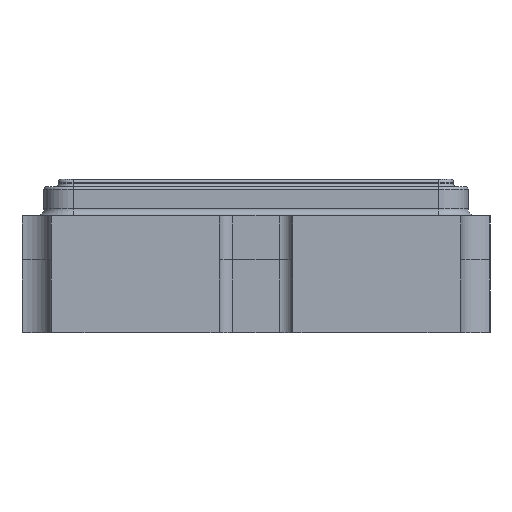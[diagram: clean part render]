
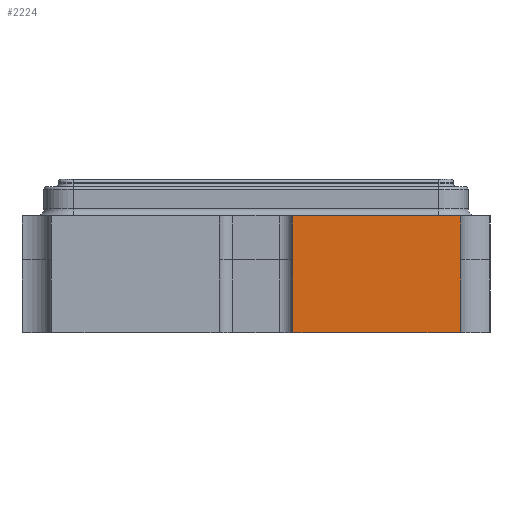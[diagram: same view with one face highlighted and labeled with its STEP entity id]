
A CAD part, front view. The second image highlights one B-rep face of the part: STEP entity #2224.
In plain terms, the highlighted planar face has unit normal (0, -1, 0).
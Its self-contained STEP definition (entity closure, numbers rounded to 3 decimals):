
#219 = LINE ( 'NONE', #5010, #23093 ) ;
#447 = VECTOR ( 'NONE', #4086, 1000. ) ;
#643 = CARTESIAN_POINT ( 'NONE',  ( 1.4, -1.25, -0.3 ) ) ;
#710 = CARTESIAN_POINT ( 'NONE',  ( 0.35, -1.25, -0.799 ) ) ;
#764 = ORIENTED_EDGE ( 'NONE', *, *, #14445, .T. ) ;
#928 = ORIENTED_EDGE ( 'NONE', *, *, #5910, .T. ) ;
#1568 = CARTESIAN_POINT ( 'NONE',  ( 0.35, -1.25, -0.799 ) ) ;
#1618 = CARTESIAN_POINT ( 'NONE',  ( -1.6, -1.25, -0.8 ) ) ;
#1903 = CARTESIAN_POINT ( 'NONE',  ( -1.6, -1.25, -0.8 ) ) ;
#2224 = ADVANCED_FACE ( 'NONE', ( #12868 ), #20251, .T. ) ;
#2615 = EDGE_CURVE ( 'NONE', #3099, #10230, #14794, .T. ) ;
#2695 = CARTESIAN_POINT ( 'NONE',  ( 1.4, -1.25, 0. ) ) ;
#2940 = LINE ( 'NONE', #6847, #6209 ) ;
#3099 = VERTEX_POINT ( 'NONE', #22683 ) ;
#3329 = EDGE_CURVE ( 'NONE', #3754, #21075, #12012, .T. ) ;
#3588 = LINE ( 'NONE', #1903, #18812 ) ;
#3616 = DIRECTION ( 'NONE',  ( 0., 0., -1. ) ) ;
#3754 = VERTEX_POINT ( 'NONE', #710 ) ;
#3935 = DIRECTION ( 'NONE',  ( 0., 0., -1. ) ) ;
#4017 = CARTESIAN_POINT ( 'NONE',  ( -1.6, -1.25, 0. ) ) ;
#4086 = DIRECTION ( 'NONE',  ( -1., 0., 0. ) ) ;
#4305 = EDGE_CURVE ( 'NONE', #3754, #6137, #16222, .T. ) ;
#4334 = CARTESIAN_POINT ( 'NONE',  ( 1.3, -1.25, -0.799 ) ) ;
#4764 = CARTESIAN_POINT ( 'NONE',  ( 0.251, -1.25, -0.3 ) ) ;
#5010 = CARTESIAN_POINT ( 'NONE',  ( 1.4, -1.25, 0.25 ) ) ;
#5068 = ORIENTED_EDGE ( 'NONE', *, *, #4305, .T. ) ;
#5453 = VECTOR ( 'NONE', #3935, 1000. ) ;
#5910 = EDGE_CURVE ( 'NONE', #3099, #16430, #17957, .T. ) ;
#5939 = EDGE_CURVE ( 'NONE', #22772, #14547, #11920, .T. ) ;
#6137 = VERTEX_POINT ( 'NONE', #14350 ) ;
#6209 = VECTOR ( 'NONE', #11136, 1000. ) ;
#6470 = CARTESIAN_POINT ( 'NONE',  ( 0.35, -1.25, -0.799 ) ) ;
#6483 = DIRECTION ( 'NONE',  ( 0., 0., -1. ) ) ;
#6639 = VERTEX_POINT ( 'NONE', #14614 ) ;
#6791 = EDGE_CURVE ( 'NONE', #12334, #6639, #7773, .T. ) ;
#6847 = CARTESIAN_POINT ( 'NONE',  ( 0.25, -1.25, -0.3 ) ) ;
#7159 = EDGE_CURVE ( 'NONE', #16151, #16430, #2940, .T. ) ;
#7647 = CARTESIAN_POINT ( 'NONE',  ( 1.399, -1.25, -0.799 ) ) ;
#7773 = LINE ( 'NONE', #15241, #447 ) ;
#7825 = DIRECTION ( 'NONE',  ( 1., 0., 0. ) ) ;
#7871 = LINE ( 'NONE', #15340, #5453 ) ;
#8428 = LINE ( 'NONE', #4764, #15283 ) ;
#8566 = VECTOR ( 'NONE', #21593, 1000. ) ;
#9755 = CARTESIAN_POINT ( 'NONE',  ( 0.25, -1.25, -0.3 ) ) ;
#10230 = VERTEX_POINT ( 'NONE', #2695 ) ;
#10667 = DIRECTION ( 'NONE',  ( 0., 0., -1. ) ) ;
#10710 = ORIENTED_EDGE ( 'NONE', *, *, #3329, .F. ) ;
#11136 = DIRECTION ( 'NONE',  ( -1., 0., 0. ) ) ;
#11829 = DIRECTION ( 'NONE',  ( -1., 0., 0. ) ) ;
#11889 = ORIENTED_EDGE ( 'NONE', *, *, #7159, .F. ) ;
#11920 = LINE ( 'NONE', #19664, #23695 ) ;
#12012 = LINE ( 'NONE', #6470, #17244 ) ;
#12236 = DIRECTION ( 'NONE',  ( 0., 0., -1. ) ) ;
#12334 = VERTEX_POINT ( 'NONE', #643 ) ;
#12834 = CARTESIAN_POINT ( 'NONE',  ( 1.3, -1.25, -0.8 ) ) ;
#12868 = FACE_OUTER_BOUND ( 'NONE', #24030, .T. ) ;
#13963 = DIRECTION ( 'NONE',  ( -1., 0., 0. ) ) ;
#14030 = EDGE_CURVE ( 'NONE', #6639, #20127, #7871, .T. ) ;
#14132 = VECTOR ( 'NONE', #7825, 1000. ) ;
#14350 = CARTESIAN_POINT ( 'NONE',  ( 0.35, -1.25, -0.8 ) ) ;
#14445 = EDGE_CURVE ( 'NONE', #16151, #21075, #8428, .T. ) ;
#14547 = VERTEX_POINT ( 'NONE', #12834 ) ;
#14614 = CARTESIAN_POINT ( 'NONE',  ( 1.399, -1.25, -0.3 ) ) ;
#14794 = LINE ( 'NONE', #4017, #14132 ) ;
#15128 = ORIENTED_EDGE ( 'NONE', *, *, #16785, .F. ) ;
#15241 = CARTESIAN_POINT ( 'NONE',  ( -1.6, -1.25, -0.3 ) ) ;
#15283 = VECTOR ( 'NONE', #12236, 1000. ) ;
#15340 = CARTESIAN_POINT ( 'NONE',  ( 1.399, -1.25, -0.3 ) ) ;
#15349 = ORIENTED_EDGE ( 'NONE', *, *, #14030, .F. ) ;
#15581 = DIRECTION ( 'NONE',  ( 0., 0., -1. ) ) ;
#15809 = CARTESIAN_POINT ( 'NONE',  ( 1.3, -1.25, -0.799 ) ) ;
#16151 = VERTEX_POINT ( 'NONE', #19644 ) ;
#16222 = LINE ( 'NONE', #1568, #20123 ) ;
#16430 = VERTEX_POINT ( 'NONE', #9755 ) ;
#16689 = ORIENTED_EDGE ( 'NONE', *, *, #23297, .F. ) ;
#16747 = EDGE_CURVE ( 'NONE', #6137, #14547, #3588, .T. ) ;
#16785 = EDGE_CURVE ( 'NONE', #10230, #12334, #219, .T. ) ;
#17244 = VECTOR ( 'NONE', #13963, 1000. ) ;
#17957 = LINE ( 'NONE', #21132, #8566 ) ;
#18464 = DIRECTION ( 'NONE',  ( 1., 0., 0. ) ) ;
#18812 = VECTOR ( 'NONE', #18464, 1000. ) ;
#19439 = ORIENTED_EDGE ( 'NONE', *, *, #6791, .F. ) ;
#19644 = CARTESIAN_POINT ( 'NONE',  ( 0.251, -1.25, -0.3 ) ) ;
#19664 = CARTESIAN_POINT ( 'NONE',  ( 1.3, -1.25, -0.799 ) ) ;
#20123 = VECTOR ( 'NONE', #3616, 1000. ) ;
#20127 = VERTEX_POINT ( 'NONE', #7647 ) ;
#20251 = PLANE ( 'NONE',  #20671 ) ;
#20671 = AXIS2_PLACEMENT_3D ( 'NONE', #1618, #22059, #10667 ) ;
#20894 = ORIENTED_EDGE ( 'NONE', *, *, #2615, .F. ) ;
#20972 = ORIENTED_EDGE ( 'NONE', *, *, #5939, .F. ) ;
#21029 = LINE ( 'NONE', #4334, #21048 ) ;
#21048 = VECTOR ( 'NONE', #11829, 1000. ) ;
#21075 = VERTEX_POINT ( 'NONE', #21167 ) ;
#21132 = CARTESIAN_POINT ( 'NONE',  ( 0.25, -1.25, 0.25 ) ) ;
#21167 = CARTESIAN_POINT ( 'NONE',  ( 0.251, -1.25, -0.799 ) ) ;
#21593 = DIRECTION ( 'NONE',  ( 0., 0., -1. ) ) ;
#21684 = ORIENTED_EDGE ( 'NONE', *, *, #16747, .T. ) ;
#22059 = DIRECTION ( 'NONE',  ( 0., -1., 0. ) ) ;
#22683 = CARTESIAN_POINT ( 'NONE',  ( 0.25, -1.25, 0. ) ) ;
#22772 = VERTEX_POINT ( 'NONE', #15809 ) ;
#23093 = VECTOR ( 'NONE', #6483, 1000. ) ;
#23297 = EDGE_CURVE ( 'NONE', #20127, #22772, #21029, .T. ) ;
#23695 = VECTOR ( 'NONE', #15581, 1000. ) ;
#24030 = EDGE_LOOP ( 'NONE', ( #15349, #19439, #15128, #20894, #928, #11889, #764, #10710, #5068, #21684, #20972, #16689 ) ) ;
